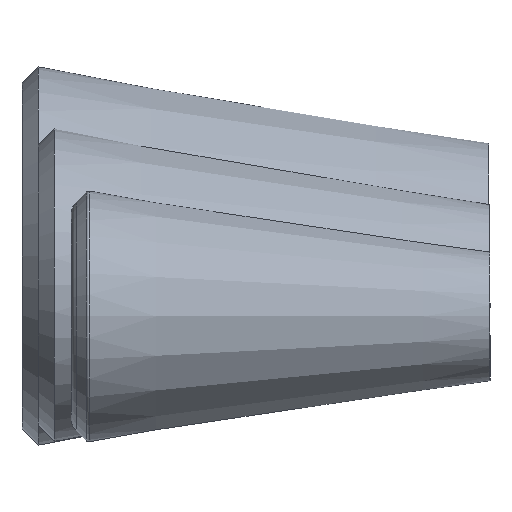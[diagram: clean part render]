
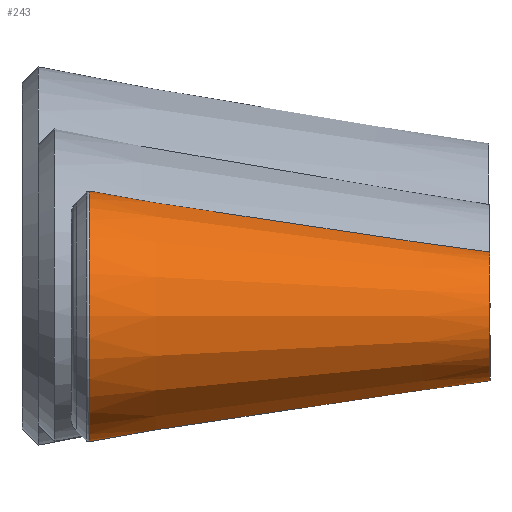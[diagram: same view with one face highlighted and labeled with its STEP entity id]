
A CAD part, left-side view. The second image highlights one B-rep face of the part: STEP entity #243.
In plain terms, the highlighted conical face has half-angle 8.643 degrees and reference radius 5.9 mm.
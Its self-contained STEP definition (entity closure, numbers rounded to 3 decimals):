
#50=FACE_BOUND('',#96,.T.);
#68=FACE_OUTER_BOUND('',#95,.T.);
#95=EDGE_LOOP('',(#195));
#96=EDGE_LOOP('',(#196));
#129=CIRCLE('',#272,7.785);
#132=CIRCLE('',#277,4.);
#149=VERTEX_POINT('',#425);
#152=VERTEX_POINT('',#433);
#169=EDGE_CURVE('',#149,#149,#129,.T.);
#172=EDGE_CURVE('',#152,#152,#132,.T.);
#195=ORIENTED_EDGE('',*,*,#172,.T.);
#196=ORIENTED_EDGE('',*,*,#169,.F.);
#229=CONICAL_SURFACE('',#276,5.9,8.643);
#243=ADVANCED_FACE('',(#68,#50),#229,.T.);
#272=AXIS2_PLACEMENT_3D('',#426,#330,#331);
#276=AXIS2_PLACEMENT_3D('',#432,#338,#339);
#277=AXIS2_PLACEMENT_3D('',#434,#340,#341);
#330=DIRECTION('center_axis',(0.,1.,0.));
#331=DIRECTION('ref_axis',(1.,0.,0.));
#338=DIRECTION('center_axis',(0.,1.,0.));
#339=DIRECTION('ref_axis',(-1.,0.,0.));
#340=DIRECTION('center_axis',(0.,1.,0.));
#341=DIRECTION('ref_axis',(1.,0.,0.));
#425=CARTESIAN_POINT('',(-7.785,24.9,0.));
#426=CARTESIAN_POINT('Origin',(0.,24.9,0.));
#432=CARTESIAN_POINT('Origin',(0.,12.5,0.));
#433=CARTESIAN_POINT('',(-4.,0.,0.));
#434=CARTESIAN_POINT('Origin',(0.,0.,0.));
